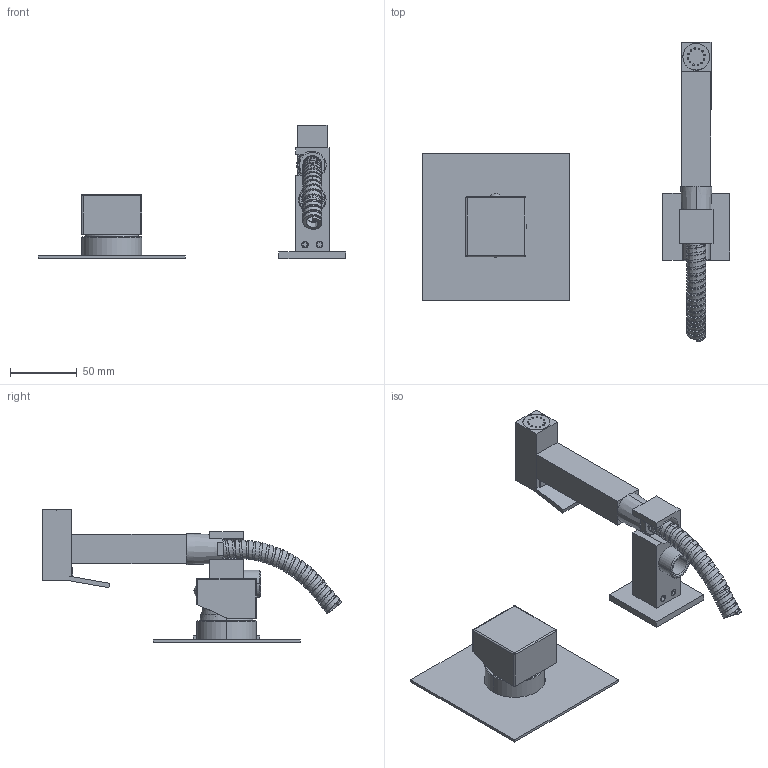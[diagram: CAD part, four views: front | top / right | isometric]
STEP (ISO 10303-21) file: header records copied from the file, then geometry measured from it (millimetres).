
FILE_DESCRIPTION((''),'2;1');
FILE_NAME('KITDUP112CR','2021-11-11T16:38:51',('ut3'),('PAFFONI SpA'),'CREO PARAMETRIC BY PTC INC, 2020044','CREO PARAMETRIC BY PTC INC, 2020044','');
FILE_SCHEMA(('CONFIG_CONTROL_DESIGN','SHAPE_APPEARANCE_LAYERS_GROUPS'));
Products named in the file (1): KITDUP112CR
Bounding box: 230 x 224.3 x 99.7 mm (x, y, z)
Volume: 191820.3 mm3; surface area: 105584.7 mm2
Topology: 5 solids, 5 shells, 1151 faces, 3015 edges, 1920 vertices
Faces by surface type: plane 679, cylinder 263, cone 79, torus 74, bspline 50, sphere 6
Entity records: 68146 total; most frequent: CARTESIAN_POINT 32033, ORIENTED_EDGE 6008, DIRECTION 5595, EDGE_CURVE 3004, AXIS2_PLACEMENT_3D 1926, VERTEX_POINT 1918, VECTOR 1743, LINE 1743
